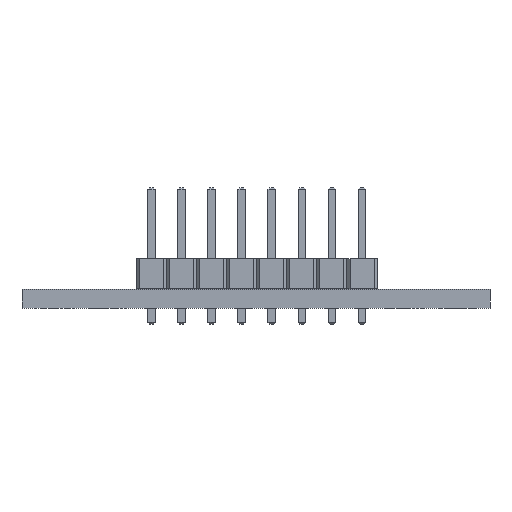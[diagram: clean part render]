
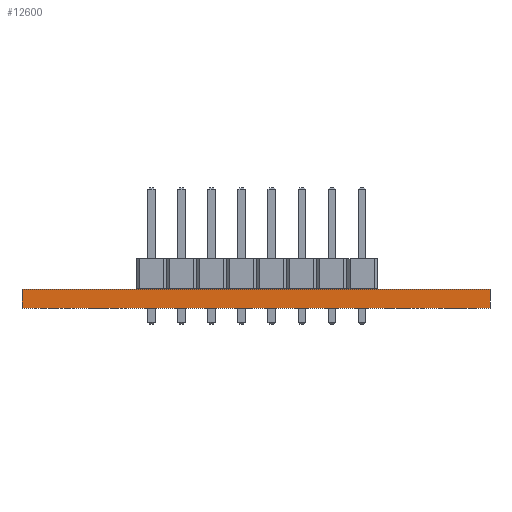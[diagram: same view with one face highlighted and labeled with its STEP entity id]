
A CAD part, front view. The second image highlights one B-rep face of the part: STEP entity #12600.
In plain terms, the highlighted planar face has unit normal (0, -1, 0).
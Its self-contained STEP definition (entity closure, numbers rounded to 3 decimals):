
#12600 = ADVANCED_FACE('',(#12601),#12615,.F.);
#12601 = FACE_BOUND('',#12602,.F.);
#12602 = EDGE_LOOP('',(#12603,#12638,#12666,#12694));
#12603 = ORIENTED_EDGE('',*,*,#12604,.T.);
#12604 = EDGE_CURVE('',#12605,#12607,#12609,.T.);
#12605 = VERTEX_POINT('',#12606);
#12606 = CARTESIAN_POINT('',(0.,-0.,0.));
#12607 = VERTEX_POINT('',#12608);
#12608 = CARTESIAN_POINT('',(0.,0.,1.6));
#12609 = SURFACE_CURVE('',#12610,(#12614,#12626),.PCURVE_S1.);
#12610 = LINE('',#12611,#12612);
#12611 = CARTESIAN_POINT('',(0.,-0.,0.));
#12612 = VECTOR('',#12613,1.);
#12613 = DIRECTION('',(0.,0.,1.));
#12614 = PCURVE('',#12615,#12620);
#12615 = PLANE('',#12616);
#12616 = AXIS2_PLACEMENT_3D('',#12617,#12618,#12619);
#12617 = CARTESIAN_POINT('',(0.,0.,0.));
#12618 = DIRECTION('',(0.,1.,0.));
#12619 = DIRECTION('',(1.,0.,0.));
#12620 = DEFINITIONAL_REPRESENTATION('',(#12621),#12625);
#12621 = LINE('',#12622,#12623);
#12622 = CARTESIAN_POINT('',(0.,0.));
#12623 = VECTOR('',#12624,1.);
#12624 = DIRECTION('',(0.,-1.));
#12625 = ( GEOMETRIC_REPRESENTATION_CONTEXT(2) 
PARAMETRIC_REPRESENTATION_CONTEXT() REPRESENTATION_CONTEXT('2D SPACE',''
  ) );
#12626 = PCURVE('',#12627,#12632);
#12627 = PLANE('',#12628);
#12628 = AXIS2_PLACEMENT_3D('',#12629,#12630,#12631);
#12629 = CARTESIAN_POINT('',(0.,60.,0.));
#12630 = DIRECTION('',(1.,0.,-0.));
#12631 = DIRECTION('',(0.,-1.,0.));
#12632 = DEFINITIONAL_REPRESENTATION('',(#12633),#12637);
#12633 = LINE('',#12634,#12635);
#12634 = CARTESIAN_POINT('',(60.,0.));
#12635 = VECTOR('',#12636,1.);
#12636 = DIRECTION('',(0.,-1.));
#12637 = ( GEOMETRIC_REPRESENTATION_CONTEXT(2) 
PARAMETRIC_REPRESENTATION_CONTEXT() REPRESENTATION_CONTEXT('2D SPACE',''
  ) );
#12638 = ORIENTED_EDGE('',*,*,#12639,.T.);
#12639 = EDGE_CURVE('',#12607,#12640,#12642,.T.);
#12640 = VERTEX_POINT('',#12641);
#12641 = CARTESIAN_POINT('',(39.5,0.,1.6));
#12642 = SURFACE_CURVE('',#12643,(#12647,#12654),.PCURVE_S1.);
#12643 = LINE('',#12644,#12645);
#12644 = CARTESIAN_POINT('',(0.,0.,1.6));
#12645 = VECTOR('',#12646,1.);
#12646 = DIRECTION('',(1.,0.,0.));
#12647 = PCURVE('',#12615,#12648);
#12648 = DEFINITIONAL_REPRESENTATION('',(#12649),#12653);
#12649 = LINE('',#12650,#12651);
#12650 = CARTESIAN_POINT('',(0.,-1.6));
#12651 = VECTOR('',#12652,1.);
#12652 = DIRECTION('',(1.,0.));
#12653 = ( GEOMETRIC_REPRESENTATION_CONTEXT(2) 
PARAMETRIC_REPRESENTATION_CONTEXT() REPRESENTATION_CONTEXT('2D SPACE',''
  ) );
#12654 = PCURVE('',#12655,#12660);
#12655 = PLANE('',#12656);
#12656 = AXIS2_PLACEMENT_3D('',#12657,#12658,#12659);
#12657 = CARTESIAN_POINT('',(19.75,30.,1.6));
#12658 = DIRECTION('',(0.,0.,1.));
#12659 = DIRECTION('',(1.,0.,-0.));
#12660 = DEFINITIONAL_REPRESENTATION('',(#12661),#12665);
#12661 = LINE('',#12662,#12663);
#12662 = CARTESIAN_POINT('',(-19.75,-30.));
#12663 = VECTOR('',#12664,1.);
#12664 = DIRECTION('',(1.,0.));
#12665 = ( GEOMETRIC_REPRESENTATION_CONTEXT(2) 
PARAMETRIC_REPRESENTATION_CONTEXT() REPRESENTATION_CONTEXT('2D SPACE',''
  ) );
#12666 = ORIENTED_EDGE('',*,*,#12667,.F.);
#12667 = EDGE_CURVE('',#12668,#12640,#12670,.T.);
#12668 = VERTEX_POINT('',#12669);
#12669 = CARTESIAN_POINT('',(39.5,-0.,0.));
#12670 = SURFACE_CURVE('',#12671,(#12675,#12682),.PCURVE_S1.);
#12671 = LINE('',#12672,#12673);
#12672 = CARTESIAN_POINT('',(39.5,-0.,0.));
#12673 = VECTOR('',#12674,1.);
#12674 = DIRECTION('',(0.,0.,1.));
#12675 = PCURVE('',#12615,#12676);
#12676 = DEFINITIONAL_REPRESENTATION('',(#12677),#12681);
#12677 = LINE('',#12678,#12679);
#12678 = CARTESIAN_POINT('',(39.5,0.));
#12679 = VECTOR('',#12680,1.);
#12680 = DIRECTION('',(0.,-1.));
#12681 = ( GEOMETRIC_REPRESENTATION_CONTEXT(2) 
PARAMETRIC_REPRESENTATION_CONTEXT() REPRESENTATION_CONTEXT('2D SPACE',''
  ) );
#12682 = PCURVE('',#12683,#12688);
#12683 = PLANE('',#12684);
#12684 = AXIS2_PLACEMENT_3D('',#12685,#12686,#12687);
#12685 = CARTESIAN_POINT('',(39.5,0.,0.));
#12686 = DIRECTION('',(-1.,0.,0.));
#12687 = DIRECTION('',(0.,1.,0.));
#12688 = DEFINITIONAL_REPRESENTATION('',(#12689),#12693);
#12689 = LINE('',#12690,#12691);
#12690 = CARTESIAN_POINT('',(0.,0.));
#12691 = VECTOR('',#12692,1.);
#12692 = DIRECTION('',(0.,-1.));
#12693 = ( GEOMETRIC_REPRESENTATION_CONTEXT(2) 
PARAMETRIC_REPRESENTATION_CONTEXT() REPRESENTATION_CONTEXT('2D SPACE',''
  ) );
#12694 = ORIENTED_EDGE('',*,*,#12695,.F.);
#12695 = EDGE_CURVE('',#12605,#12668,#12696,.T.);
#12696 = SURFACE_CURVE('',#12697,(#12701,#12708),.PCURVE_S1.);
#12697 = LINE('',#12698,#12699);
#12698 = CARTESIAN_POINT('',(0.,-0.,0.));
#12699 = VECTOR('',#12700,1.);
#12700 = DIRECTION('',(1.,0.,0.));
#12701 = PCURVE('',#12615,#12702);
#12702 = DEFINITIONAL_REPRESENTATION('',(#12703),#12707);
#12703 = LINE('',#12704,#12705);
#12704 = CARTESIAN_POINT('',(0.,0.));
#12705 = VECTOR('',#12706,1.);
#12706 = DIRECTION('',(1.,0.));
#12707 = ( GEOMETRIC_REPRESENTATION_CONTEXT(2) 
PARAMETRIC_REPRESENTATION_CONTEXT() REPRESENTATION_CONTEXT('2D SPACE',''
  ) );
#12708 = PCURVE('',#12709,#12714);
#12709 = PLANE('',#12710);
#12710 = AXIS2_PLACEMENT_3D('',#12711,#12712,#12713);
#12711 = CARTESIAN_POINT('',(19.75,30.,0.));
#12712 = DIRECTION('',(0.,0.,1.));
#12713 = DIRECTION('',(1.,0.,-0.));
#12714 = DEFINITIONAL_REPRESENTATION('',(#12715),#12719);
#12715 = LINE('',#12716,#12717);
#12716 = CARTESIAN_POINT('',(-19.75,-30.));
#12717 = VECTOR('',#12718,1.);
#12718 = DIRECTION('',(1.,0.));
#12719 = ( GEOMETRIC_REPRESENTATION_CONTEXT(2) 
PARAMETRIC_REPRESENTATION_CONTEXT() REPRESENTATION_CONTEXT('2D SPACE',''
  ) );
